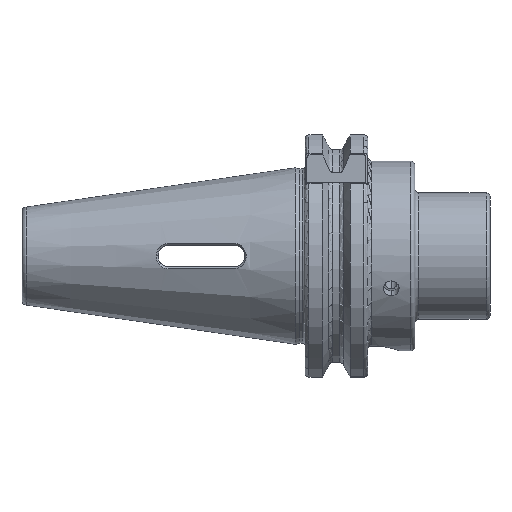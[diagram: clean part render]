
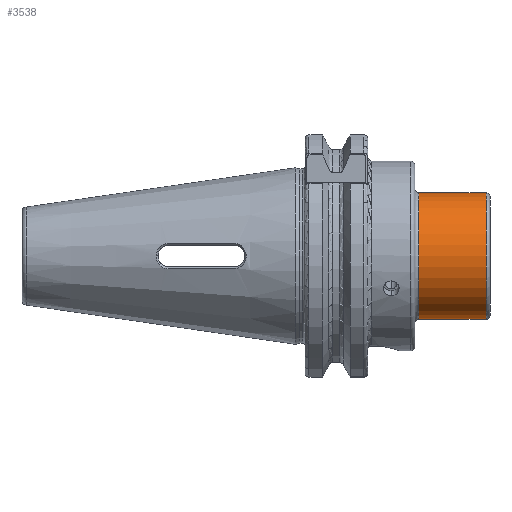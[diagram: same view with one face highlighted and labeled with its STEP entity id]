
A CAD part, front view. The second image highlights one B-rep face of the part: STEP entity #3538.
In plain terms, the highlighted cylindrical face has radius 16 mm (diameter 32 mm), a partial arc.
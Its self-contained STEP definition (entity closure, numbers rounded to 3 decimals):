
#289 = CARTESIAN_POINT ( 'NONE',  ( 45.8, 0., 16. ) ) ;
#298 = CARTESIAN_POINT ( 'NONE',  ( 28.8, 0., -16. ) ) ;
#303 = CARTESIAN_POINT ( 'NONE',  ( 28.8, 0., 16. ) ) ;
#310 = CARTESIAN_POINT ( 'NONE',  ( 45.8, 0., -16. ) ) ;
#720 = AXIS2_PLACEMENT_3D ( 'NONE', #17052, #17116, #17124 ) ;
#3538 = ADVANCED_FACE ( 'NONE', ( #12193 ), #12272, .T. ) ;
#7349 = DIRECTION ( 'NONE',  ( -1., 0., 0. ) ) ;
#7393 = DIRECTION ( 'NONE',  ( 0., 0., 1. ) ) ;
#7394 = CARTESIAN_POINT ( 'NONE',  ( -85.849, 0., 0. ) ) ;
#7760 = DIRECTION ( 'NONE',  ( -1., 0., 0. ) ) ;
#7763 = CARTESIAN_POINT ( 'NONE',  ( -85.849, 0., -16. ) ) ;
#7779 = DIRECTION ( 'NONE',  ( -1., 0., 0. ) ) ;
#7794 = CARTESIAN_POINT ( 'NONE',  ( -85.849, 0., 16. ) ) ;
#10356 = DIRECTION ( 'NONE',  ( 0., 0., 1. ) ) ;
#10376 = DIRECTION ( 'NONE',  ( 1., 0., 0. ) ) ;
#10384 = CARTESIAN_POINT ( 'NONE',  ( 28.8, 0., 0. ) ) ;
#11030 = AXIS2_PLACEMENT_3D ( 'NONE', #7394, #7349, #7393 ) ;
#11084 = EDGE_CURVE ( 'NONE', #17777, #17724, #12505, .T. ) ;
#11094 = EDGE_CURVE ( 'NONE', #17718, #17729, #12521, .T. ) ;
#11514 = CIRCLE ( 'NONE', #13995, 16. ) ;
#11728 = CIRCLE ( 'NONE', #720, 16. ) ;
#12193 = FACE_OUTER_BOUND ( 'NONE', #16287, .T. ) ;
#12272 = CYLINDRICAL_SURFACE ( 'NONE', #11030, 16. ) ;
#12505 = LINE ( 'NONE', #7763, #12506 ) ;
#12506 = VECTOR ( 'NONE', #7760, 1000. ) ;
#12521 = LINE ( 'NONE', #7794, #12534 ) ;
#12534 = VECTOR ( 'NONE', #7779, 1000. ) ;
#12605 = EDGE_CURVE ( 'NONE', #17729, #17724, #11514, .T. ) ;
#12662 = ORIENTED_EDGE ( 'NONE', *, *, #11094, .T. ) ;
#12697 = ORIENTED_EDGE ( 'NONE', *, *, #11084, .F. ) ;
#12704 = ORIENTED_EDGE ( 'NONE', *, *, #13570, .T. ) ;
#13164 = ORIENTED_EDGE ( 'NONE', *, *, #12605, .T. ) ;
#13570 = EDGE_CURVE ( 'NONE', #17777, #17718, #11728, .T. ) ;
#13995 = AXIS2_PLACEMENT_3D ( 'NONE', #10384, #10376, #10356 ) ;
#16287 = EDGE_LOOP ( 'NONE', ( #12697, #12704, #12662, #13164 ) ) ;
#17052 = CARTESIAN_POINT ( 'NONE',  ( 45.8, 0., 0. ) ) ;
#17116 = DIRECTION ( 'NONE',  ( -1., 0., 0. ) ) ;
#17124 = DIRECTION ( 'NONE',  ( 0., 0., 1. ) ) ;
#17718 = VERTEX_POINT ( 'NONE', #289 ) ;
#17724 = VERTEX_POINT ( 'NONE', #298 ) ;
#17729 = VERTEX_POINT ( 'NONE', #303 ) ;
#17777 = VERTEX_POINT ( 'NONE', #310 ) ;
